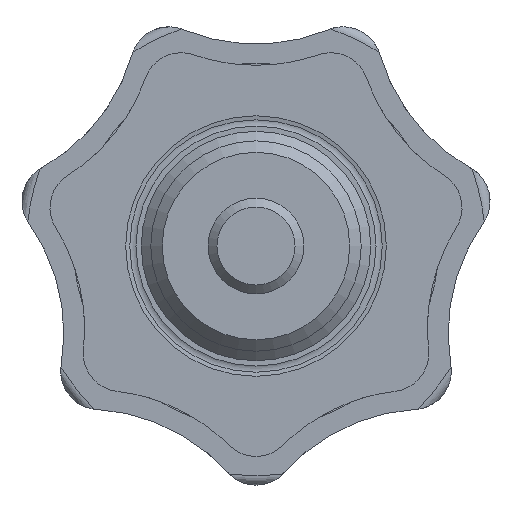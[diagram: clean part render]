
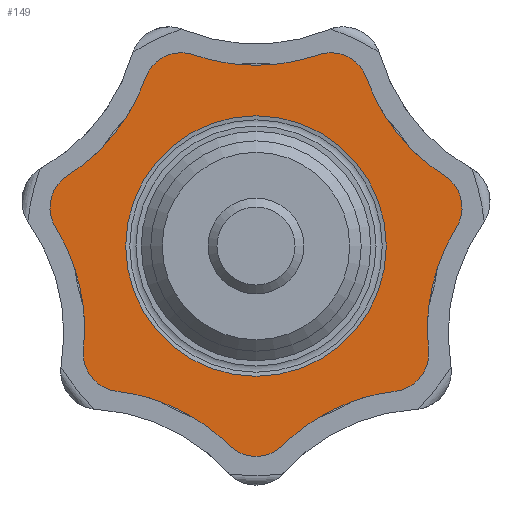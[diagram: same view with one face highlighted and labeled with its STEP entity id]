
A CAD part, front view. The second image highlights one B-rep face of the part: STEP entity #149.
In plain terms, the highlighted planar face has unit normal (0, -1, 0).
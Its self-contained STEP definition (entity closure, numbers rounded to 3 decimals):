
#149 = ADVANCED_FACE( '', ( #320, #321 ), #322, .F. );
#320 = FACE_OUTER_BOUND( '', #512, .T. );
#321 = FACE_BOUND( '', #513, .T. );
#322 = PLANE( '', #514 );
#512 = EDGE_LOOP( '', ( #932, #933, #934, #935, #936, #937, #938, #939, #940, #941, #942, #943, #944, #945 ) );
#513 = EDGE_LOOP( '', ( #946 ) );
#514 = AXIS2_PLACEMENT_3D( '', #947, #948, #949 );
#932 = ORIENTED_EDGE( '', *, *, #1280, .T. );
#933 = ORIENTED_EDGE( '', *, *, #1284, .F. );
#934 = ORIENTED_EDGE( '', *, *, #1296, .T. );
#935 = ORIENTED_EDGE( '', *, *, #1297, .F. );
#936 = ORIENTED_EDGE( '', *, *, #1293, .T. );
#937 = ORIENTED_EDGE( '', *, *, #1151, .F. );
#938 = ORIENTED_EDGE( '', *, *, #1239, .T. );
#939 = ORIENTED_EDGE( '', *, *, #1210, .F. );
#940 = ORIENTED_EDGE( '', *, *, #1290, .T. );
#941 = ORIENTED_EDGE( '', *, *, #1298, .F. );
#942 = ORIENTED_EDGE( '', *, *, #1299, .T. );
#943 = ORIENTED_EDGE( '', *, *, #1217, .F. );
#944 = ORIENTED_EDGE( '', *, *, #1300, .T. );
#945 = ORIENTED_EDGE( '', *, *, #1143, .F. );
#946 = ORIENTED_EDGE( '', *, *, #1212, .F. );
#947 = CARTESIAN_POINT( '', ( -26.004, 27.6, -9.941 ) );
#948 = DIRECTION( '', ( 0., 1., 0. ) );
#949 = DIRECTION( '', ( 0., 0., 1. ) );
#1143 = EDGE_CURVE( '', #1367, #1362, #1369, .T. );
#1151 = EDGE_CURVE( '', #1381, #1376, #1383, .T. );
#1210 = EDGE_CURVE( '', #1485, #1480, #1487, .T. );
#1212 = EDGE_CURVE( '', #1489, #1489, #1490, .F. );
#1217 = EDGE_CURVE( '', #1497, #1492, #1499, .T. );
#1239 = EDGE_CURVE( '', #1381, #1480, #1533, .T. );
#1280 = EDGE_CURVE( '', #1367, #1590, #1592, .T. );
#1284 = EDGE_CURVE( '', #1595, #1590, #1597, .T. );
#1290 = EDGE_CURVE( '', #1485, #1602, #1604, .T. );
#1293 = EDGE_CURVE( '', #1607, #1376, #1608, .T. );
#1296 = EDGE_CURVE( '', #1595, #1611, #1612, .T. );
#1297 = EDGE_CURVE( '', #1607, #1611, #1613, .T. );
#1298 = EDGE_CURVE( '', #1614, #1602, #1615, .T. );
#1299 = EDGE_CURVE( '', #1614, #1492, #1616, .T. );
#1300 = EDGE_CURVE( '', #1497, #1362, #1617, .T. );
#1362 = VERTEX_POINT( '', #1739 );
#1367 = VERTEX_POINT( '', #1745 );
#1369 = CIRCLE( '', #1748, 4. );
#1376 = VERTEX_POINT( '', #1764 );
#1381 = VERTEX_POINT( '', #1770 );
#1383 = CIRCLE( '', #1773, 4. );
#1480 = VERTEX_POINT( '', #2287 );
#1485 = VERTEX_POINT( '', #2293 );
#1487 = CIRCLE( '', #2296, 4. );
#1489 = VERTEX_POINT( '', #2298 );
#1490 = CIRCLE( '', #2299, 13.625 );
#1492 = VERTEX_POINT( '', #2301 );
#1497 = VERTEX_POINT( '', #2307 );
#1499 = CIRCLE( '', #2310, 4. );
#1533 = CIRCLE( '', #2392, 20. );
#1590 = VERTEX_POINT( '', #2458 );
#1592 = CIRCLE( '', #2461, 20. );
#1595 = VERTEX_POINT( '', #2473 );
#1597 = CIRCLE( '', #2476, 4. );
#1602 = VERTEX_POINT( '', #2490 );
#1604 = CIRCLE( '', #2493, 20. );
#1607 = VERTEX_POINT( '', #2496 );
#1608 = CIRCLE( '', #2497, 20. );
#1611 = VERTEX_POINT( '', #2501 );
#1612 = CIRCLE( '', #2502, 20. );
#1613 = CIRCLE( '', #2503, 4. );
#1614 = VERTEX_POINT( '', #2504 );
#1615 = CIRCLE( '', #2505, 4. );
#1616 = CIRCLE( '', #2506, 20. );
#1617 = CIRCLE( '', #2507, 20. );
#1739 = CARTESIAN_POINT( '', ( -19.694, 27.6, 7.381 ) );
#1745 = CARTESIAN_POINT( '', ( -20.947, 27.6, 1.895 ) );
#1748 = AXIS2_PLACEMENT_3D( '', #2587, #2588, #2589 );
#1764 = CARTESIAN_POINT( '', ( 14.541, 27.6, -15.195 ) );
#1770 = CARTESIAN_POINT( '', ( 18.05, 27.6, -10.795 ) );
#1773 = AXIS2_PLACEMENT_3D( '', #2598, #2599, #2600 );
#2287 = CARTESIAN_POINT( '', ( 20.947, 27.6, 1.895 ) );
#2293 = CARTESIAN_POINT( '', ( 19.694, 27.6, 7.381 ) );
#2296 = AXIS2_PLACEMENT_3D( '', #2646, #2647, #2648 );
#2298 = CARTESIAN_POINT( '', ( 0., 27.6, 13.625 ) );
#2299 = AXIS2_PLACEMENT_3D( '', #2649, #2650, #2651 );
#2301 = CARTESIAN_POINT( '', ( -6.508, 27.6, 20. ) );
#2307 = CARTESIAN_POINT( '', ( -11.579, 27.6, 17.558 ) );
#2310 = AXIS2_PLACEMENT_3D( '', #2657, #2658, #2659 );
#2392 = AXIS2_PLACEMENT_3D( '', #2685, #2686, #2687 );
#2458 = CARTESIAN_POINT( '', ( -18.05, 27.6, -10.795 ) );
#2461 = AXIS2_PLACEMENT_3D( '', #2794, #2795, #2796 );
#2473 = CARTESIAN_POINT( '', ( -14.541, 27.6, -15.195 ) );
#2476 = AXIS2_PLACEMENT_3D( '', #2798, #2799, #2800 );
#2490 = CARTESIAN_POINT( '', ( 11.579, 27.6, 17.558 ) );
#2493 = AXIS2_PLACEMENT_3D( '', #2802, #2803, #2804 );
#2496 = CARTESIAN_POINT( '', ( 2.814, 27.6, -20.843 ) );
#2497 = AXIS2_PLACEMENT_3D( '', #2805, #2806, #2807 );
#2501 = CARTESIAN_POINT( '', ( -2.814, 27.6, -20.843 ) );
#2502 = AXIS2_PLACEMENT_3D( '', #2809, #2810, #2811 );
#2503 = AXIS2_PLACEMENT_3D( '', #2812, #2813, #2814 );
#2504 = CARTESIAN_POINT( '', ( 6.508, 27.6, 20. ) );
#2505 = AXIS2_PLACEMENT_3D( '', #2815, #2816, #2817 );
#2506 = AXIS2_PLACEMENT_3D( '', #2818, #2819, #2820 );
#2507 = AXIS2_PLACEMENT_3D( '', #2821, #2822, #2823 );
#2587 = CARTESIAN_POINT( '', ( -17.549, 27.6, 4.005 ) );
#2588 = DIRECTION( '', ( 0., 1., 0. ) );
#2589 = DIRECTION( '', ( 1., 0., 0. ) );
#2598 = CARTESIAN_POINT( '', ( 14.073, 27.6, -11.223 ) );
#2599 = DIRECTION( '', ( 0., 1., 0. ) );
#2600 = DIRECTION( '', ( 1., 0., 0. ) );
#2646 = CARTESIAN_POINT( '', ( 17.549, 27.6, 4.005 ) );
#2647 = DIRECTION( '', ( 0., 1., 0. ) );
#2648 = DIRECTION( '', ( 1., 0., 0. ) );
#2649 = CARTESIAN_POINT( '', ( 0., 27.6, 0. ) );
#2650 = DIRECTION( '', ( 0., 1., 0. ) );
#2651 = DIRECTION( '', ( 0., 0., 1. ) );
#2657 = CARTESIAN_POINT( '', ( -7.81, 27.6, 16.217 ) );
#2658 = DIRECTION( '', ( 0., 1., 0. ) );
#2659 = DIRECTION( '', ( 1., 0., 0. ) );
#2685 = CARTESIAN_POINT( '', ( 37.936, 27.6, -8.659 ) );
#2686 = DIRECTION( '', ( 0., 1., 0. ) );
#2687 = DIRECTION( '', ( 1., 0., 0. ) );
#2794 = CARTESIAN_POINT( '', ( -37.936, 27.6, -8.659 ) );
#2795 = DIRECTION( '', ( 0., 1., 0. ) );
#2796 = DIRECTION( '', ( 1., 0., 0. ) );
#2798 = CARTESIAN_POINT( '', ( -14.073, 27.6, -11.223 ) );
#2799 = DIRECTION( '', ( 0., 1., 0. ) );
#2800 = DIRECTION( '', ( 1., 0., 0. ) );
#2802 = CARTESIAN_POINT( '', ( 30.422, 27.6, 24.261 ) );
#2803 = DIRECTION( '', ( 0., 1., 0. ) );
#2804 = DIRECTION( '', ( 1., 0., 0. ) );
#2805 = CARTESIAN_POINT( '', ( 16.883, 27.6, -35.058 ) );
#2806 = DIRECTION( '', ( 0., 1., 0. ) );
#2807 = DIRECTION( '', ( 1., 0., 0. ) );
#2809 = CARTESIAN_POINT( '', ( -16.883, 27.6, -35.058 ) );
#2810 = DIRECTION( '', ( 0., 1., 0. ) );
#2811 = DIRECTION( '', ( 1., 0., 0. ) );
#2812 = CARTESIAN_POINT( '', ( 0., 27.6, -18. ) );
#2813 = DIRECTION( '', ( 0., 1., 0. ) );
#2814 = DIRECTION( '', ( 1., 0., 0. ) );
#2815 = CARTESIAN_POINT( '', ( 7.81, 27.6, 16.217 ) );
#2816 = DIRECTION( '', ( 0., 1., 0. ) );
#2817 = DIRECTION( '', ( 1., 0., 0. ) );
#2818 = CARTESIAN_POINT( '', ( 0., 27.6, 38.911 ) );
#2819 = DIRECTION( '', ( 0., 1., 0. ) );
#2820 = DIRECTION( '', ( 1., 0., 0. ) );
#2821 = CARTESIAN_POINT( '', ( -30.422, 27.6, 24.261 ) );
#2822 = DIRECTION( '', ( 0., 1., 0. ) );
#2823 = DIRECTION( '', ( 1., 0., 0. ) );
